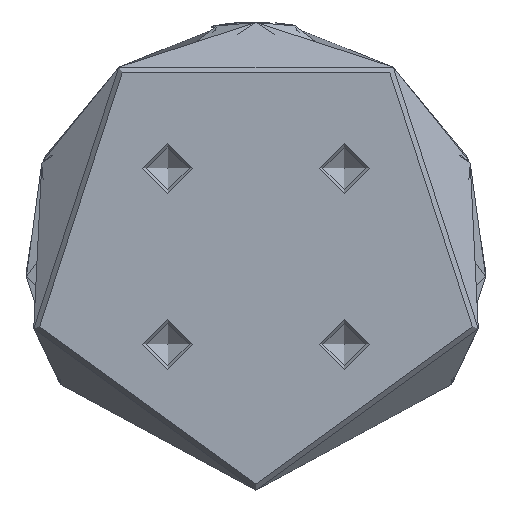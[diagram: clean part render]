
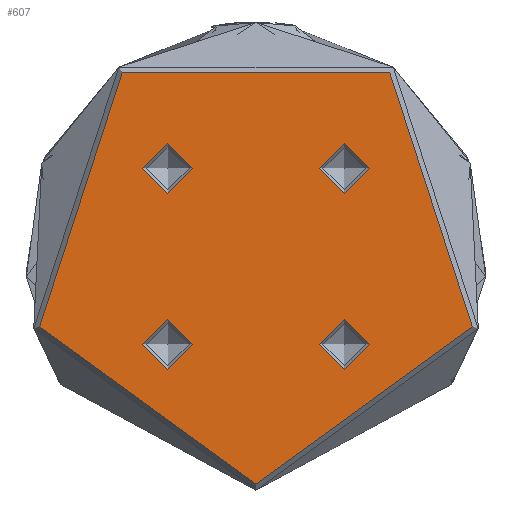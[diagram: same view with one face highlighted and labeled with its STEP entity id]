
A CAD part, front view. The second image highlights one B-rep face of the part: STEP entity #607.
In plain terms, the highlighted face is planar.
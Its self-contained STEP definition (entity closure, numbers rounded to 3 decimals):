
#44 = CARTESIAN_POINT ( 'NONE',  ( 18.167, 14.142, 0. ) ) ;
#51 = CARTESIAN_POINT ( 'NONE',  ( -14.142, 14.142, 0. ) ) ;
#60 = AXIS2_PLACEMENT_3D ( 'NONE', #4077, #1564, #4510 ) ;
#100 = CARTESIAN_POINT ( 'NONE',  ( 0., 36.5, 0. ) ) ;
#404 = DIRECTION ( 'NONE',  ( 0., 0., 1. ) ) ;
#462 = DIRECTION ( 'NONE',  ( 1., 0., 0. ) ) ;
#607 = ADVANCED_FACE ( 'NONE', ( #5375, #5322, #5319, #5313, #5265 ), #3460, .F. ) ;
#767 = EDGE_CURVE ( 'NONE', #2101, #2101, #4717, .T. ) ;
#827 = ORIENTED_EDGE ( 'NONE', *, *, #4350, .F. ) ;
#916 = DIRECTION ( 'NONE',  ( 0., 0., -1. ) ) ;
#920 = AXIS2_PLACEMENT_3D ( 'NONE', #4097, #1588, #4535 ) ;
#1030 = CIRCLE ( 'NONE', #3065, 4.025 ) ;
#1098 = VERTEX_POINT ( 'NONE', #3806 ) ;
#1301 = AXIS2_PLACEMENT_3D ( 'NONE', #100, #916, #3877 ) ;
#1447 = ORIENTED_EDGE ( 'NONE', *, *, #5233, .T. ) ;
#1564 = DIRECTION ( 'NONE',  ( 0., 0., 1. ) ) ;
#1588 = DIRECTION ( 'NONE',  ( 0., 0., 1. ) ) ;
#1708 = EDGE_LOOP ( 'NONE', ( #1447 ) ) ;
#2101 = VERTEX_POINT ( 'NONE', #3787 ) ;
#2117 = CARTESIAN_POINT ( 'NONE',  ( 18.167, -14.142, 0. ) ) ;
#2303 = EDGE_LOOP ( 'NONE', ( #827 ) ) ;
#2469 = DIRECTION ( 'NONE',  ( 1., 0., 0. ) ) ;
#2733 = ORIENTED_EDGE ( 'NONE', *, *, #2867, .F. ) ;
#2735 = AXIS2_PLACEMENT_3D ( 'NONE', #51, #2994, #462 ) ;
#2867 = EDGE_CURVE ( 'NONE', #1098, #1098, #4527, .T. ) ;
#2906 = VERTEX_POINT ( 'NONE', #44 ) ;
#2939 = CARTESIAN_POINT ( 'NONE',  ( 14.142, 14.142, 0. ) ) ;
#2977 = VERTEX_POINT ( 'NONE', #2117 ) ;
#2994 = DIRECTION ( 'NONE',  ( 0., 0., 1. ) ) ;
#3065 = AXIS2_PLACEMENT_3D ( 'NONE', #2939, #404, #3356 ) ;
#3229 = VERTEX_POINT ( 'NONE', #3824 ) ;
#3277 = CIRCLE ( 'NONE', #60, 4.025 ) ;
#3356 = DIRECTION ( 'NONE',  ( 1., 0., 0. ) ) ;
#3444 = EDGE_LOOP ( 'NONE', ( #5027 ) ) ;
#3460 = PLANE ( 'NONE',  #1301 ) ;
#3634 = EDGE_LOOP ( 'NONE', ( #5332 ) ) ;
#3787 = CARTESIAN_POINT ( 'NONE',  ( -10.117, -14.142, 0. ) ) ;
#3806 = CARTESIAN_POINT ( 'NONE',  ( -10.117, 14.142, 0. ) ) ;
#3824 = CARTESIAN_POINT ( 'NONE',  ( 0., -36.5, 0. ) ) ;
#3877 = DIRECTION ( 'NONE',  ( 0., 1., 0. ) ) ;
#3892 = EDGE_CURVE ( 'NONE', #2977, #2977, #3277, .T. ) ;
#4014 = DIRECTION ( 'NONE',  ( 0., 0., 1. ) ) ;
#4077 = CARTESIAN_POINT ( 'NONE',  ( 14.142, -14.142, 0. ) ) ;
#4097 = CARTESIAN_POINT ( 'NONE',  ( 0., 0., 0. ) ) ;
#4350 = EDGE_CURVE ( 'NONE', #2906, #2906, #1030, .T. ) ;
#4424 = CARTESIAN_POINT ( 'NONE',  ( -14.142, -14.142, 0. ) ) ;
#4495 = EDGE_LOOP ( 'NONE', ( #2733 ) ) ;
#4510 = DIRECTION ( 'NONE',  ( 1., 0., 0. ) ) ;
#4527 = CIRCLE ( 'NONE', #2735, 4.025 ) ;
#4535 = DIRECTION ( 'NONE',  ( 0., -1., 0. ) ) ;
#4717 = CIRCLE ( 'NONE', #4970, 4.025 ) ;
#4876 = CIRCLE ( 'NONE', #920, 36.5 ) ;
#4970 = AXIS2_PLACEMENT_3D ( 'NONE', #4424, #4014, #2469 ) ;
#5027 = ORIENTED_EDGE ( 'NONE', *, *, #767, .F. ) ;
#5233 = EDGE_CURVE ( 'NONE', #3229, #3229, #4876, .T. ) ;
#5265 = FACE_BOUND ( 'NONE', #2303, .T. ) ;
#5313 = FACE_BOUND ( 'NONE', #3634, .T. ) ;
#5319 = FACE_BOUND ( 'NONE', #3444, .T. ) ;
#5322 = FACE_OUTER_BOUND ( 'NONE', #1708, .T. ) ;
#5332 = ORIENTED_EDGE ( 'NONE', *, *, #3892, .F. ) ;
#5375 = FACE_BOUND ( 'NONE', #4495, .T. ) ;
